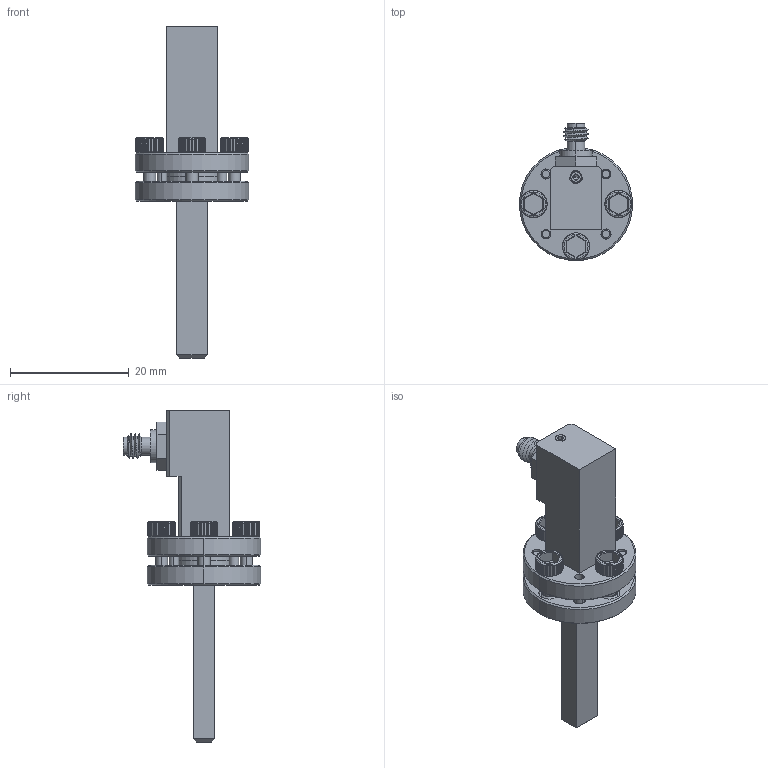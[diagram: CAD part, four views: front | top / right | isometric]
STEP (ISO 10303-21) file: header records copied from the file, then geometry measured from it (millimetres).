
FILE_DESCRIPTION (( 'STEP AP203' ), '1' );
FILE_NAME ('SAP-121F-R2.STEP', '2019-02-07T23:08:33', ( '' ), ( '' ), 'SwSTEP 2.0', 'SolidWorks 2016', '' );
FILE_SCHEMA (( 'CONFIG_CONTROL_DESIGN' ));
Length unit declared in the file: inch
Products named in the file (1): SAP-121F-R2
Bounding box: 19.05 x 23.08 x 55.88 mm (x, y, z)
Volume: 4433 mm3; surface area: 4323.3 mm2
Topology: 12 solids, 12 shells, 878 faces, 2338 edges, 1515 vertices
Faces by surface type: plane 483, cylinder 281, cone 102, torus 8, bspline 4
Entity records: 29367 total; most frequent: CARTESIAN_POINT 8652, ORIENTED_EDGE 4668, DIRECTION 3820, EDGE_CURVE 2334, VERTEX_POINT 1515, AXIS2_PLACEMENT_3D 1461, EDGE_LOOP 947, LINE 898
